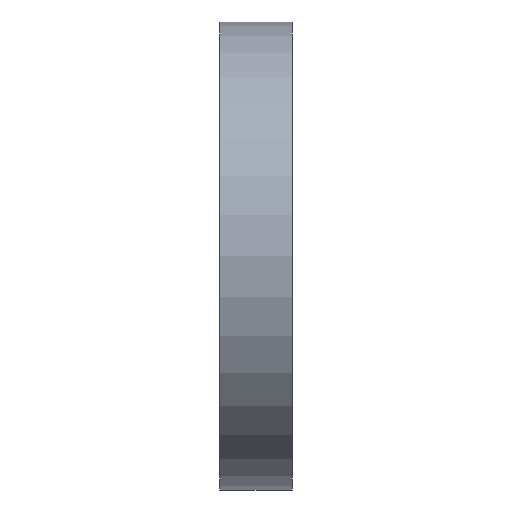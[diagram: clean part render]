
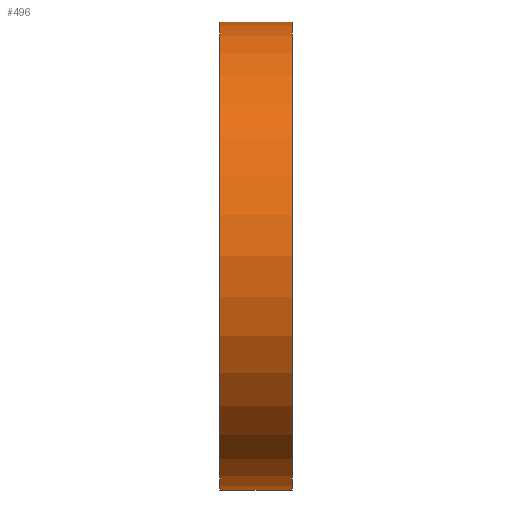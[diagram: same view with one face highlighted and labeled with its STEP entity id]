
A CAD part, left-side view. The second image highlights one B-rep face of the part: STEP entity #496.
In plain terms, the highlighted cylindrical face has radius 12.687 mm (diameter 25.375 mm), a partial arc.
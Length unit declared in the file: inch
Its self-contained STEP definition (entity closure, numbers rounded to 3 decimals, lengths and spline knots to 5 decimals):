
#7 = DIRECTION ( 'NONE',  ( 0., 0., 1. ) ) ;
#10 = DIRECTION ( 'NONE',  ( 0., 1., 0. ) ) ;
#12 = CARTESIAN_POINT ( 'NONE',  ( 0., -0.07725, 0. ) ) ;
#36 = DIRECTION ( 'NONE',  ( 0., 0., 1. ) ) ;
#38 = CIRCLE ( 'NONE', #104, 0.4995 ) ;
#52 = DIRECTION ( 'NONE',  ( 0., 1., 0. ) ) ;
#62 = CARTESIAN_POINT ( 'NONE',  ( 0., 0.07725, 0. ) ) ;
#83 = FACE_OUTER_BOUND ( 'NONE', #524, .T. ) ;
#89 = CARTESIAN_POINT ( 'NONE',  ( 0., 0.07725, -0.4995 ) ) ;
#101 = DIRECTION ( 'NONE',  ( 0., -1., 0. ) ) ;
#104 = AXIS2_PLACEMENT_3D ( 'NONE', #62, #52, #36 ) ;
#115 = VERTEX_POINT ( 'NONE', #240 ) ;
#123 = AXIS2_PLACEMENT_3D ( 'NONE', #12, #10, #7 ) ;
#134 = AXIS2_PLACEMENT_3D ( 'NONE', #222, #181, #189 ) ;
#163 = CARTESIAN_POINT ( 'NONE',  ( 0., 0.07725, 0.4995 ) ) ;
#166 = DIRECTION ( 'NONE',  ( 0., -1., 0. ) ) ;
#174 = CARTESIAN_POINT ( 'NONE',  ( 0., 0.07725, -0.4995 ) ) ;
#181 = DIRECTION ( 'NONE',  ( 0., -1., 0. ) ) ;
#186 = VECTOR ( 'NONE', #101, 39.37008 ) ;
#189 = DIRECTION ( 'NONE',  ( 0., 0., -1. ) ) ;
#190 = CARTESIAN_POINT ( 'NONE',  ( 0., 0.07725, 0.4995 ) ) ;
#210 = CIRCLE ( 'NONE', #123, 0.4995 ) ;
#222 = CARTESIAN_POINT ( 'NONE',  ( 0., 0.07725, 0. ) ) ;
#240 = CARTESIAN_POINT ( 'NONE',  ( 0., -0.07725, 0.4995 ) ) ;
#304 = CARTESIAN_POINT ( 'NONE',  ( 0., -0.07725, -0.4995 ) ) ;
#305 = LINE ( 'NONE', #163, #186 ) ;
#313 = VERTEX_POINT ( 'NONE', #304 ) ;
#315 = VERTEX_POINT ( 'NONE', #174 ) ;
#367 = VERTEX_POINT ( 'NONE', #190 ) ;
#406 = CYLINDRICAL_SURFACE ( 'NONE', #134, 0.4995 ) ;
#411 = ORIENTED_EDGE ( 'NONE', *, *, #535, .T. ) ;
#424 = ORIENTED_EDGE ( 'NONE', *, *, #563, .F. ) ;
#443 = LINE ( 'NONE', #89, #511 ) ;
#496 = ADVANCED_FACE ( 'NONE', ( #83 ), #406, .T. ) ;
#506 = ORIENTED_EDGE ( 'NONE', *, *, #508, .F. ) ;
#508 = EDGE_CURVE ( 'NONE', #367, #115, #305, .T. ) ;
#511 = VECTOR ( 'NONE', #166, 39.37008 ) ;
#521 = EDGE_CURVE ( 'NONE', #315, #313, #443, .T. ) ;
#524 = EDGE_LOOP ( 'NONE', ( #506, #424, #537, #411 ) ) ;
#535 = EDGE_CURVE ( 'NONE', #313, #115, #210, .T. ) ;
#537 = ORIENTED_EDGE ( 'NONE', *, *, #521, .T. ) ;
#563 = EDGE_CURVE ( 'NONE', #315, #367, #38, .T. ) ;
